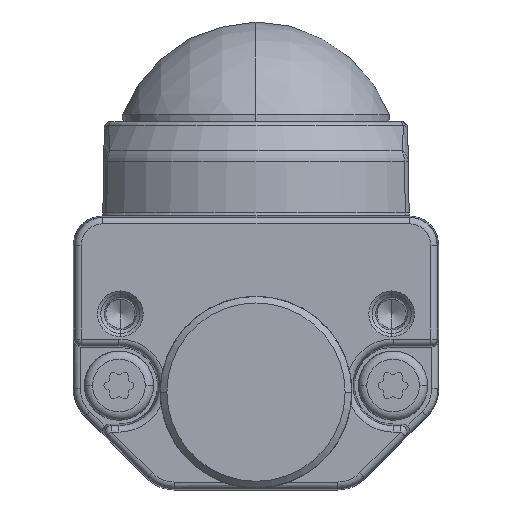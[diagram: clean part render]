
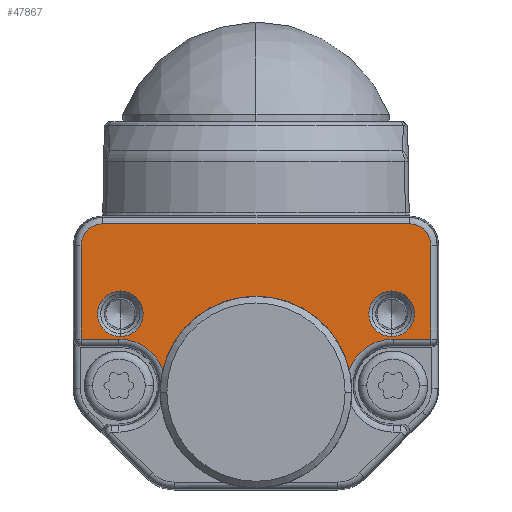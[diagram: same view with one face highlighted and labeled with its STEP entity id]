
A CAD part, left-side view. The second image highlights one B-rep face of the part: STEP entity #47867.
In plain terms, the highlighted face is planar.
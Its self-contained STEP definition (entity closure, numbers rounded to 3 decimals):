
#44562=CARTESIAN_POINT('',(13.,8.,10.5));
#44563=DIRECTION('',(-1.,0.,0.));
#44564=DIRECTION('',(0.,1.,0.));
#44565=AXIS2_PLACEMENT_3D('',#44562,#44563,#44564);
#44567=DIRECTION('',(0.,0.,-1.));
#44568=VECTOR('',#44567,2.891);
#44569=CARTESIAN_POINT('',(13.,11.564,13.391));
#44570=LINE('',#44569,#44568);
#44571=DIRECTION('',(0.,-1.,0.));
#44572=VECTOR('',#44571,7.186);
#44573=CARTESIAN_POINT('',(13.,18.75,13.391));
#44574=LINE('',#44573,#44572);
#44575=CARTESIAN_POINT('',(13.,18.75,11.75));
#44576=DIRECTION('',(1.,0.,0.));
#44577=DIRECTION('',(0.,1.,0.));
#44578=AXIS2_PLACEMENT_3D('',#44575,#44576,#44577);
#44580=DIRECTION('',(0.,0.,1.));
#44581=VECTOR('',#44580,23.5);
#44582=CARTESIAN_POINT('',(13.,20.391,-11.75));
#44583=LINE('',#44582,#44581);
#44584=CARTESIAN_POINT('',(13.,18.75,-11.75));
#44585=DIRECTION('',(1.,0.,0.));
#44586=DIRECTION('',(0.,0.,-1.));
#44587=AXIS2_PLACEMENT_3D('',#44584,#44585,#44586);
#44589=DIRECTION('',(0.,1.,0.));
#44590=VECTOR('',#44589,7.186);
#44591=CARTESIAN_POINT('',(13.,11.564,-13.391));
#44592=LINE('',#44591,#44590);
#44593=DIRECTION('',(0.,0.,-1.));
#44594=VECTOR('',#44593,2.891);
#44595=CARTESIAN_POINT('',(13.,11.564,-10.5));
#44596=LINE('',#44595,#44594);
#44597=CARTESIAN_POINT('',(13.,8.,-10.5));
#44598=DIRECTION('',(-1.,0.,0.));
#44599=DIRECTION('',(0.,0.34,0.941));
#44600=AXIS2_PLACEMENT_3D('',#44597,#44598,#44599);
#44602=CARTESIAN_POINT('',(13.,7.5,0.));
#44603=DIRECTION('',(1.,0.,0.));
#44604=DIRECTION('',(0.,0.233,-0.973));
#44605=AXIS2_PLACEMENT_3D('',#44602,#44603,#44604);
#44661=CARTESIAN_POINT('',(13.,13.5,-10.392));
#44662=DIRECTION('',(-1.,0.,0.));
#44663=DIRECTION('',(0.,1.,0.));
#44664=AXIS2_PLACEMENT_3D('',#44661,#44662,#44663);
#44666=CARTESIAN_POINT('',(13.,13.5,-10.392));
#44667=DIRECTION('',(-1.,0.,0.));
#44668=DIRECTION('',(0.,-1.,0.));
#44669=AXIS2_PLACEMENT_3D('',#44666,#44667,#44668);
#44671=CARTESIAN_POINT('',(13.,13.5,10.392));
#44672=DIRECTION('',(-1.,0.,0.));
#44673=DIRECTION('',(0.,1.,0.));
#44674=AXIS2_PLACEMENT_3D('',#44671,#44672,#44673);
#44676=CARTESIAN_POINT('',(13.,13.5,10.392));
#44677=DIRECTION('',(-1.,0.,0.));
#44678=DIRECTION('',(0.,-1.,0.));
#44679=AXIS2_PLACEMENT_3D('',#44676,#44677,#44678);
#45318=CARTESIAN_POINT('',(13.,20.391,11.75));
#45319=CARTESIAN_POINT('',(13.,18.75,13.391));
#45320=VERTEX_POINT('',#45318);
#45321=VERTEX_POINT('',#45319);
#45326=CARTESIAN_POINT('',(13.,20.391,-11.75));
#45327=VERTEX_POINT('',#45326);
#45330=CARTESIAN_POINT('',(13.,18.75,-13.391));
#45331=VERTEX_POINT('',#45330);
#45366=CARTESIAN_POINT('',(13.,11.564,10.5));
#45367=CARTESIAN_POINT('',(13.,9.21,7.148));
#45368=VERTEX_POINT('',#45366);
#45369=VERTEX_POINT('',#45367);
#45398=CARTESIAN_POINT('',(13.,11.564,13.391));
#45399=VERTEX_POINT('',#45398);
#45408=CARTESIAN_POINT('',(13.,9.21,-7.148));
#45409=CARTESIAN_POINT('',(13.,11.564,-10.5));
#45410=VERTEX_POINT('',#45408);
#45411=VERTEX_POINT('',#45409);
#45440=CARTESIAN_POINT('',(13.,11.564,-13.391));
#45441=VERTEX_POINT('',#45440);
#45640=CARTESIAN_POINT('',(13.,15.25,-10.392));
#45641=CARTESIAN_POINT('',(13.,11.75,-10.392));
#45642=VERTEX_POINT('',#45640);
#45643=VERTEX_POINT('',#45641);
#45644=CARTESIAN_POINT('',(13.,15.25,10.392));
#45645=CARTESIAN_POINT('',(13.,11.75,10.392));
#45646=VERTEX_POINT('',#45644);
#45647=VERTEX_POINT('',#45645);
#47828=CARTESIAN_POINT('',(13.,0.,0.));
#47829=DIRECTION('',(1.,0.,0.));
#47830=DIRECTION('',(0.,0.,-1.));
#47831=AXIS2_PLACEMENT_3D('',#47828,#47829,#47830);
#47832=PLANE('',#47831);
#47834=ORIENTED_EDGE('',*,*,#47833,.F.);
#47836=ORIENTED_EDGE('',*,*,#47835,.F.);
#47838=ORIENTED_EDGE('',*,*,#47837,.F.);
#47840=ORIENTED_EDGE('',*,*,#47839,.F.);
#47842=ORIENTED_EDGE('',*,*,#47841,.F.);
#47844=ORIENTED_EDGE('',*,*,#47843,.F.);
#47846=ORIENTED_EDGE('',*,*,#47845,.F.);
#47848=ORIENTED_EDGE('',*,*,#47847,.F.);
#47850=ORIENTED_EDGE('',*,*,#47849,.F.);
#47852=ORIENTED_EDGE('',*,*,#47851,.T.);
#47853=EDGE_LOOP('',(#47834,#47836,#47838,#47840,#47842,#47844,#47846,#47848,
#47850,#47852));
#47854=FACE_OUTER_BOUND('',#47853,.F.);
#47856=ORIENTED_EDGE('',*,*,#47855,.F.);
#47858=ORIENTED_EDGE('',*,*,#47857,.F.);
#47859=EDGE_LOOP('',(#47856,#47858));
#47860=FACE_BOUND('',#47859,.F.);
#47862=ORIENTED_EDGE('',*,*,#47861,.F.);
#47864=ORIENTED_EDGE('',*,*,#47863,.F.);
#47865=EDGE_LOOP('',(#47862,#47864));
#47866=FACE_BOUND('',#47865,.F.);
#47867=ADVANCED_FACE('',(#47854,#47860,#47866),#47832,.T.);
#44566=CIRCLE('',#44565,3.564);
#44579=CIRCLE('',#44578,1.641);
#44588=CIRCLE('',#44587,1.641);
#44601=CIRCLE('',#44600,3.564);
#44606=CIRCLE('',#44605,7.35);
#44665=CIRCLE('',#44664,1.75);
#44670=CIRCLE('',#44669,1.75);
#44675=CIRCLE('',#44674,1.75);
#44680=CIRCLE('',#44679,1.75);
#47833=EDGE_CURVE('',#45368,#45369,#44566,.T.);
#47835=EDGE_CURVE('',#45399,#45368,#44570,.T.);
#47837=EDGE_CURVE('',#45321,#45399,#44574,.T.);
#47839=EDGE_CURVE('',#45320,#45321,#44579,.T.);
#47841=EDGE_CURVE('',#45327,#45320,#44583,.T.);
#47843=EDGE_CURVE('',#45331,#45327,#44588,.T.);
#47845=EDGE_CURVE('',#45441,#45331,#44592,.T.);
#47847=EDGE_CURVE('',#45411,#45441,#44596,.T.);
#47849=EDGE_CURVE('',#45410,#45411,#44601,.T.);
#47851=EDGE_CURVE('',#45410,#45369,#44606,.T.);
#47855=EDGE_CURVE('',#45642,#45643,#44665,.T.);
#47857=EDGE_CURVE('',#45643,#45642,#44670,.T.);
#47861=EDGE_CURVE('',#45646,#45647,#44675,.T.);
#47863=EDGE_CURVE('',#45647,#45646,#44680,.T.);
